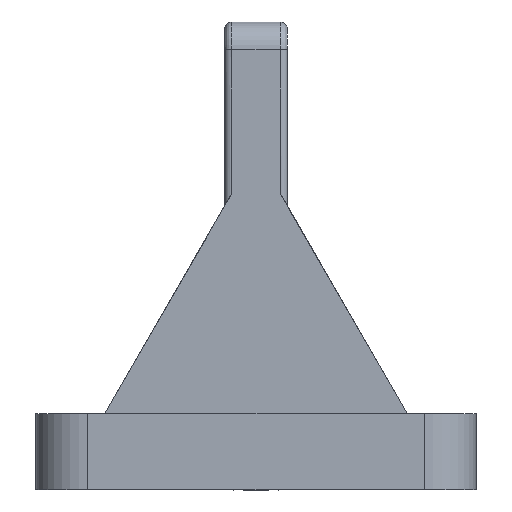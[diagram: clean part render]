
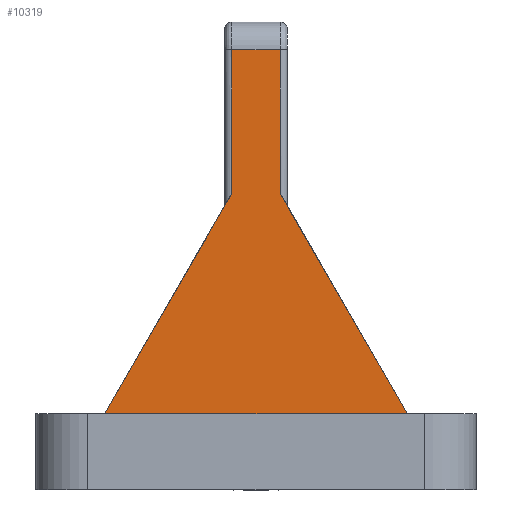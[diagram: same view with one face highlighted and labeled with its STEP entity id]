
A CAD part, left-side view. The second image highlights one B-rep face of the part: STEP entity #10319.
In plain terms, the highlighted planar face has unit normal (-1, 0, 0).
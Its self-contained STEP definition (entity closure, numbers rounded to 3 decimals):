
#5941=CARTESIAN_POINT('',(-94.846,-26.162,22.));
#5942=VERTEX_POINT('',#5941);
#5949=CARTESIAN_POINT('',(-94.846,61.12,22.));
#5950=VERTEX_POINT('',#5949);
#5951=CARTESIAN_POINT('',(-94.846,61.12,22.));
#5952=DIRECTION('',(0.,-1.,0.));
#5953=VECTOR('',#5952,87.282);
#5954=LINE('',#5951,#5953);
#5955=EDGE_CURVE('',#5950,#5942,#5954,.T.);
#9335=CARTESIAN_POINT('',(-94.846,24.479,85.464));
#9336=VERTEX_POINT('',#9335);
#9337=CARTESIAN_POINT('',(-94.846,61.12,22.));
#9338=DIRECTION('',(0.,-0.5,0.866));
#9339=VECTOR('',#9338,73.282);
#9340=LINE('',#9337,#9339);
#9341=EDGE_CURVE('',#5950,#9336,#9340,.T.);
#9360=CARTESIAN_POINT('',(-94.846,24.479,127.));
#9361=VERTEX_POINT('',#9360);
#9376=CARTESIAN_POINT('',(-94.846,24.479,127.));
#9377=DIRECTION('',(0.0,0.0,-1.0));
#9378=VECTOR('',#9377,41.536);
#9379=LINE('',#9376,#9378);
#9380=EDGE_CURVE('',#9361,#9336,#9379,.T.);
#10242=CARTESIAN_POINT('',(-94.846,10.479,85.464));
#10243=VERTEX_POINT('',#10242);
#10251=CARTESIAN_POINT('',(-94.846,-26.162,22.));
#10252=DIRECTION('',(0.,0.5,0.866));
#10253=VECTOR('',#10252,73.282);
#10254=LINE('',#10251,#10253);
#10255=EDGE_CURVE('',#5942,#10243,#10254,.T.);
#10274=CARTESIAN_POINT('',(-94.846,10.479,127.));
#10275=VERTEX_POINT('',#10274);
#10285=CARTESIAN_POINT('',(-94.846,10.479,127.));
#10286=DIRECTION('',(0.0,0.0,-1.0));
#10287=VECTOR('',#10286,41.536);
#10288=LINE('',#10285,#10287);
#10289=EDGE_CURVE('',#10275,#10243,#10288,.T.);
#10301=CARTESIAN_POINT('',(-94.846,61.131,21.989));
#10302=DIRECTION('',(-1.0,0.0,0.0));
#10303=DIRECTION('',(0.0,-1.0,0.0));
#10304=AXIS2_PLACEMENT_3D('',#10301,#10302,#10303);
#10305=PLANE('',#10304);
#10306=ORIENTED_EDGE('',*,*,#5955,.T.);
#10307=ORIENTED_EDGE('',*,*,#10255,.T.);
#10308=ORIENTED_EDGE('',*,*,#10289,.F.);
#10309=CARTESIAN_POINT('',(-94.846,10.479,127.));
#10310=DIRECTION('',(0.0,1.0,0.0));
#10311=VECTOR('',#10310,14.);
#10312=LINE('',#10309,#10311);
#10313=EDGE_CURVE('',#10275,#9361,#10312,.T.);
#10314=ORIENTED_EDGE('',*,*,#10313,.T.);
#10315=ORIENTED_EDGE('',*,*,#9380,.T.);
#10316=ORIENTED_EDGE('',*,*,#9341,.F.);
#10317=EDGE_LOOP('',(#10306,#10307,#10308,#10314,#10315,#10316));
#10318=FACE_OUTER_BOUND('',#10317,.T.);
#10319=ADVANCED_FACE('',(#10318),#10305,.T.);
